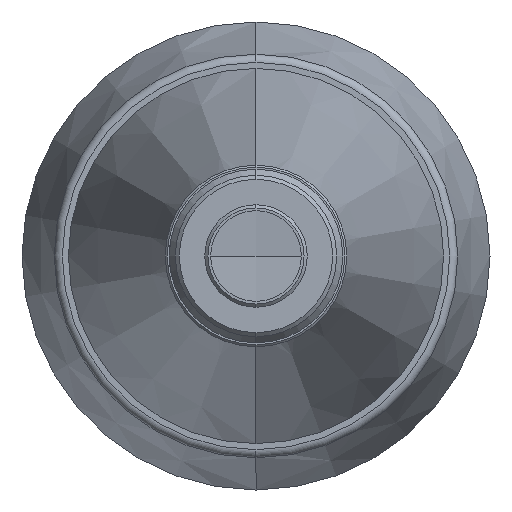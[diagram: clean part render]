
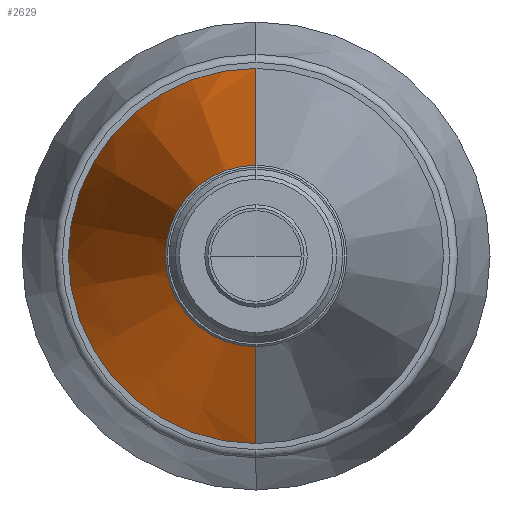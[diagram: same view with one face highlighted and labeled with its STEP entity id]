
A CAD part, left-side view. The second image highlights one B-rep face of the part: STEP entity #2629.
In plain terms, the highlighted conical face has half-angle 13.358 degrees and reference radius 46.5 mm.
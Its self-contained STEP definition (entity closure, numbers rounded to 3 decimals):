
#32 = CONICAL_SURFACE ( 'NONE', #551, 46.5, 0.233 ) ;
#140 = LINE ( 'NONE', #2437, #2233 ) ;
#294 = CIRCLE ( 'NONE', #2666, 46.5 ) ;
#442 = CARTESIAN_POINT ( 'NONE',  ( 65.737, 0., 19.441 ) ) ;
#525 = FACE_OUTER_BOUND ( 'NONE', #2636, .T. ) ;
#551 = AXIS2_PLACEMENT_3D ( 'NONE', #3719, #950, #1375 ) ;
#837 = VERTEX_POINT ( 'NONE', #4080 ) ;
#930 = LINE ( 'NONE', #4019, #3955 ) ;
#950 = DIRECTION ( 'NONE',  ( 1., 0., 0. ) ) ;
#1375 = DIRECTION ( 'NONE',  ( 0., 0., -1. ) ) ;
#1446 = EDGE_CURVE ( 'NONE', #837, #1707, #4721, .T. ) ;
#1503 = ORIENTED_EDGE ( 'NONE', *, *, #4004, .T. ) ;
#1653 = DIRECTION ( 'NONE',  ( 0.973, 0., 0.231 ) ) ;
#1707 = VERTEX_POINT ( 'NONE', #442 ) ;
#2023 = DIRECTION ( 'NONE',  ( 0.973, 0., -0.231 ) ) ;
#2144 = DIRECTION ( 'NONE',  ( -1., 0., 0. ) ) ;
#2233 = VECTOR ( 'NONE', #2023, 1000. ) ;
#2263 = DIRECTION ( 'NONE',  ( 1., 0., 0. ) ) ;
#2383 = VERTEX_POINT ( 'NONE', #4895 ) ;
#2437 = CARTESIAN_POINT ( 'NONE',  ( 179.686, 0., -46.5 ) ) ;
#2629 = ADVANCED_FACE ( 'NONE', ( #525 ), #32, .T. ) ;
#2636 = EDGE_LOOP ( 'NONE', ( #5003, #1503, #4414, #3314 ) ) ;
#2666 = AXIS2_PLACEMENT_3D ( 'NONE', #4511, #2144, #4929 ) ;
#2690 = VERTEX_POINT ( 'NONE', #3764 ) ;
#3009 = EDGE_CURVE ( 'NONE', #837, #2383, #140, .T. ) ;
#3314 = ORIENTED_EDGE ( 'NONE', *, *, #3009, .F. ) ;
#3719 = CARTESIAN_POINT ( 'NONE',  ( 179.686, 0., 0. ) ) ;
#3764 = CARTESIAN_POINT ( 'NONE',  ( 179.686, 0., 46.5 ) ) ;
#3955 = VECTOR ( 'NONE', #1653, 1000. ) ;
#4004 = EDGE_CURVE ( 'NONE', #1707, #2690, #930, .T. ) ;
#4019 = CARTESIAN_POINT ( 'NONE',  ( 179.686, 0., 46.5 ) ) ;
#4080 = CARTESIAN_POINT ( 'NONE',  ( 65.737, 0., -19.441 ) ) ;
#4414 = ORIENTED_EDGE ( 'NONE', *, *, #5027, .T. ) ;
#4460 = AXIS2_PLACEMENT_3D ( 'NONE', #4633, #2263, #5048 ) ;
#4511 = CARTESIAN_POINT ( 'NONE',  ( 179.686, 0., 0. ) ) ;
#4633 = CARTESIAN_POINT ( 'NONE',  ( 65.737, 0., 0. ) ) ;
#4721 = CIRCLE ( 'NONE', #4460, 19.441 ) ;
#4895 = CARTESIAN_POINT ( 'NONE',  ( 179.686, 0., -46.5 ) ) ;
#4929 = DIRECTION ( 'NONE',  ( 0., 0., 1. ) ) ;
#5003 = ORIENTED_EDGE ( 'NONE', *, *, #1446, .T. ) ;
#5027 = EDGE_CURVE ( 'NONE', #2690, #2383, #294, .T. ) ;
#5048 = DIRECTION ( 'NONE',  ( 0., 0., -1. ) ) ;
